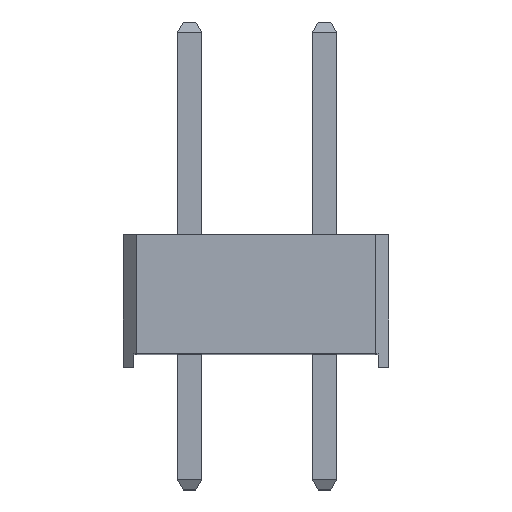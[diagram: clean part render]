
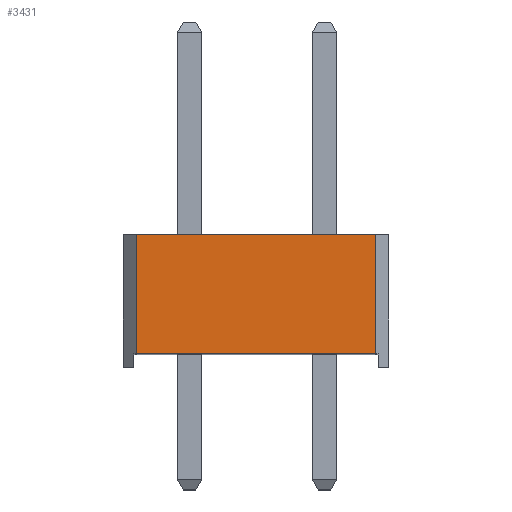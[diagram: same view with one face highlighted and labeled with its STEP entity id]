
A CAD part, top view. The second image highlights one B-rep face of the part: STEP entity #3431.
In plain terms, the highlighted planar face has unit normal (0, 0, 1).
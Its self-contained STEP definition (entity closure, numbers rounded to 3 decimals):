
#590=DIRECTION('',(1.,0.,0.));
#591=VECTOR('',#590,4.5);
#592=CARTESIAN_POINT('',(-1.,2.5,5.715));
#593=LINE('',#592,#591);
#1402=DIRECTION('',(0.,1.,0.));
#1403=VECTOR('',#1402,2.25);
#1404=CARTESIAN_POINT('',(3.5,0.25,5.715));
#1405=LINE('',#1404,#1403);
#1409=DIRECTION('',(1.,0.,0.));
#1410=VECTOR('',#1409,4.5);
#1411=CARTESIAN_POINT('',(-1.,0.25,5.715));
#1412=LINE('',#1411,#1410);
#1416=DIRECTION('',(0.,1.,0.));
#1417=VECTOR('',#1416,2.25);
#1418=CARTESIAN_POINT('',(-1.,0.25,5.715));
#1419=LINE('',#1418,#1417);
#2173=CARTESIAN_POINT('',(-1.,2.5,5.715));
#2174=CARTESIAN_POINT('',(3.5,2.5,5.715));
#2175=VERTEX_POINT('',#2173);
#2176=VERTEX_POINT('',#2174);
#2205=CARTESIAN_POINT('',(-1.,0.25,5.715));
#2206=CARTESIAN_POINT('',(3.5,0.25,5.715));
#2207=VERTEX_POINT('',#2205);
#2208=VERTEX_POINT('',#2206);
#3419=CARTESIAN_POINT('',(-1.,0.,5.715));
#3420=DIRECTION('',(0.,0.,1.));
#3421=DIRECTION('',(1.,0.,0.));
#3422=AXIS2_PLACEMENT_3D('',#3419,#3420,#3421);
#3423=PLANE('',#3422);
#3424=ORIENTED_EDGE('',*,*,#2482,.F.);
#3426=ORIENTED_EDGE('',*,*,#3425,.T.);
#3427=ORIENTED_EDGE('',*,*,#2705,.T.);
#3428=ORIENTED_EDGE('',*,*,#3410,.F.);
#3429=EDGE_LOOP('',(#3424,#3426,#3427,#3428));
#3430=FACE_OUTER_BOUND('',#3429,.F.);
#2482=EDGE_CURVE('',#2207,#2208,#1412,.T.);
#2705=EDGE_CURVE('',#2175,#2176,#593,.T.);
#3410=EDGE_CURVE('',#2208,#2176,#1405,.T.);
#3425=EDGE_CURVE('',#2207,#2175,#1419,.T.);
#3431=ADVANCED_FACE('',(#3430),#3423,.T.);
